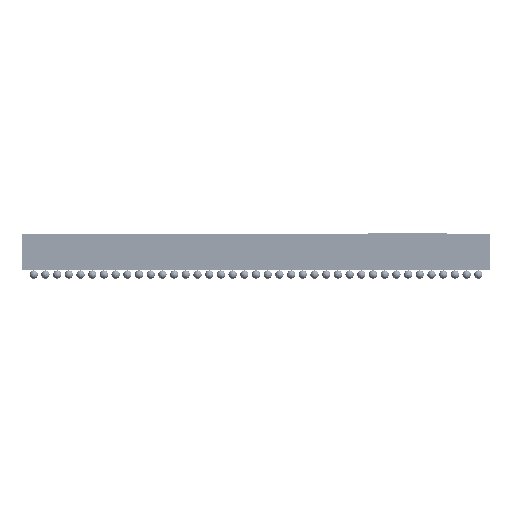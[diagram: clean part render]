
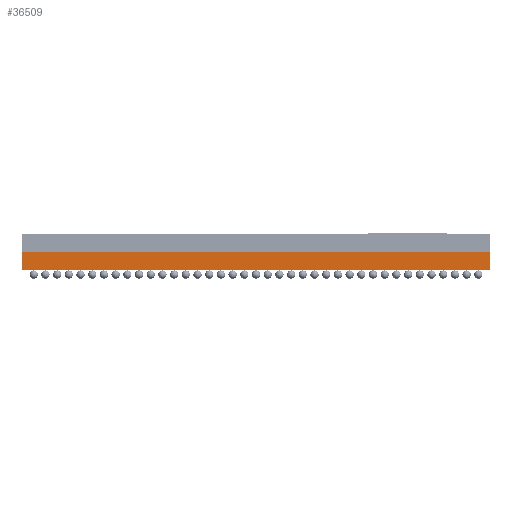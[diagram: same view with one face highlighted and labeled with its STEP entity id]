
A CAD part, front view. The second image highlights one B-rep face of the part: STEP entity #36509.
In plain terms, the highlighted planar face has unit normal (0, -1, 0).
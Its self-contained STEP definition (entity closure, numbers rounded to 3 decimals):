
#1787=PLANE('',#41692);
#3682=LINE('',#65586,#5586);
#3689=LINE('',#65600,#5593);
#3691=LINE('',#65604,#5595);
#3692=LINE('',#65605,#5596);
#5586=VECTOR('',#50849,10.);
#5593=VECTOR('',#50860,1000.);
#5595=VECTOR('',#50864,1000.);
#5596=VECTOR('',#50865,1000.);
#11164=FACE_OUTER_BOUND('',#13725,.T.);
#13725=EDGE_LOOP('',(#32500,#32501,#32502,#32503));
#20033=VERTEX_POINT('',#65584);
#20034=VERTEX_POINT('',#65585);
#20039=VERTEX_POINT('',#65599);
#20040=VERTEX_POINT('',#65603);
#24186=EDGE_CURVE('',#20033,#20034,#3682,.T.);
#24193=EDGE_CURVE('',#20033,#20039,#3689,.T.);
#24195=EDGE_CURVE('',#20040,#20034,#3691,.T.);
#24196=EDGE_CURVE('',#20039,#20040,#3692,.T.);
#32500=ORIENTED_EDGE('',*,*,#24186,.T.);
#32501=ORIENTED_EDGE('',*,*,#24195,.F.);
#32502=ORIENTED_EDGE('',*,*,#24196,.F.);
#32503=ORIENTED_EDGE('',*,*,#24193,.F.);
#36509=ADVANCED_FACE('',(#11164),#1787,.T.);
#41692=AXIS2_PLACEMENT_3D('',#65602,#50862,#50863);
#50849=DIRECTION('',(-1.,0.,0.001));
#50860=DIRECTION('',(0.,0.,-1.));
#50862=DIRECTION('center_axis',(0.,-1.,0.));
#50863=DIRECTION('ref_axis',(0.,0.,-1.));
#50864=DIRECTION('',(0.,0.,1.));
#50865=DIRECTION('',(-1.,0.,0.));
#65584=CARTESIAN_POINT('',(20.002,-20.002,2.288));
#65585=CARTESIAN_POINT('',(-20.002,-20.002,2.31));
#65586=CARTESIAN_POINT('',(-10.001,-20.002,2.305));
#65599=CARTESIAN_POINT('',(20.002,-20.002,0.71));
#65600=CARTESIAN_POINT('',(20.002,-20.002,3.861));
#65602=CARTESIAN_POINT('Origin',(-20.002,-20.002,0.71));
#65603=CARTESIAN_POINT('',(-20.002,-20.002,0.71));
#65604=CARTESIAN_POINT('',(-20.002,-20.002,0.71));
#65605=CARTESIAN_POINT('',(20.002,-20.002,0.71));
